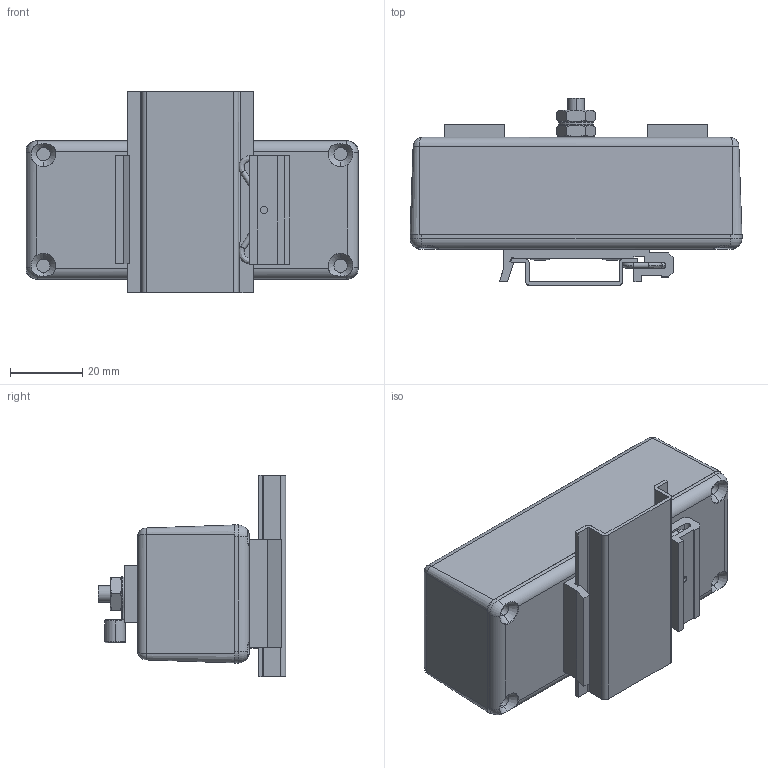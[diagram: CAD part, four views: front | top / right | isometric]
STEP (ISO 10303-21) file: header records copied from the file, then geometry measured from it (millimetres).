
FILE_DESCRIPTION (( 'STEP AP203' ), '1' );
FILE_NAME ('HGLND-CATx.STEP', '2011-09-08T16:19:00', ( 'x' ), ( 'Microsoft' ), 'SwSTEP 2.0', 'SolidWorks 2010', '' );
FILE_SCHEMA (( 'CONFIG_CONTROL_DESIGN' ));
Length unit declared in the file: inch
Products named in the file (11): DIN3 rail; 1-8_ PopR_Head; XFN-0003; DIN-MNT30_demo; DIN-MNT30_extrusion; DIN-MNT30_wire clip; XCT-0005; HGLND-CATx; 1AT02-015; HGLN-CATx-MA2_WITHOUT DC; HGLN-CATx-MA4
Assembly tree (13 placements, depth 3):
  HGLND-CATx
    1-8_ PopR_Head  x2
    1AT02-015
    HGLN-CATx-MA4  x2
    DIN-MNT30_demo
      DIN-MNT30_extrusion
      DIN3 rail
      DIN-MNT30_wire clip
    HGLN-CATx-MA2_WITHOUT DC
    XFN-0003  x2
    XCT-0005
Bounding box: 92.2 x 52.09 x 55.9 mm (x, y, z)
Volume: 106040.6 mm3; surface area: 38824.3 mm2
Topology: 12 solids, 12 shells, 447 faces, 1118 edges, 711 vertices
Faces by surface type: plane 239, cylinder 87, cone 66, torus 31, bspline 20, sphere 4
Entity records: 15079 total; most frequent: CARTESIAN_POINT 5051, DIRECTION 1876, ORIENTED_EDGE 1808, EDGE_CURVE 904, AXIS2_PLACEMENT_3D 676, VERTEX_POINT 577, VECTOR 524, LINE 524
